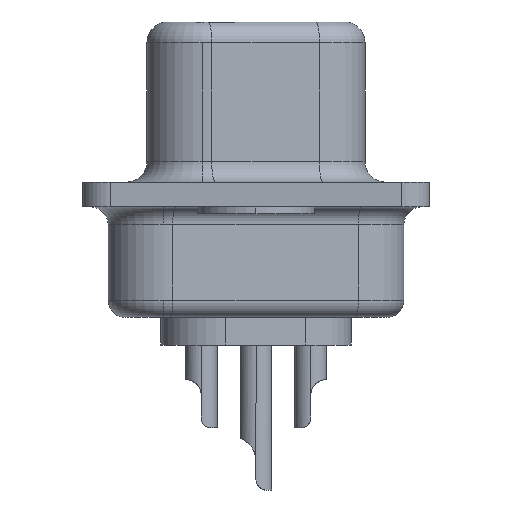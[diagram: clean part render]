
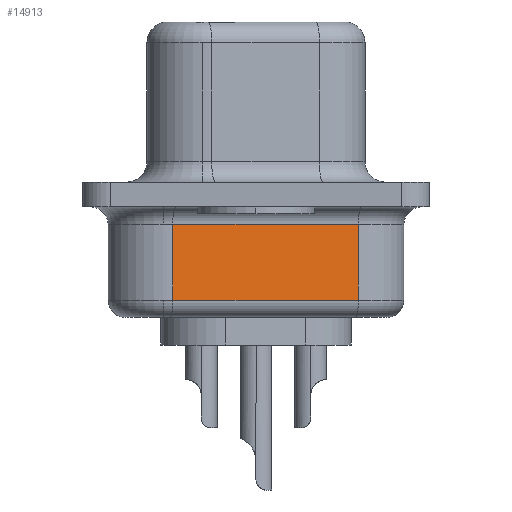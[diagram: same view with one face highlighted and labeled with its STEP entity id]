
A CAD part, left-side view. The second image highlights one B-rep face of the part: STEP entity #14913.
In plain terms, the highlighted planar face has unit normal (-0.985, -0.174, 0).
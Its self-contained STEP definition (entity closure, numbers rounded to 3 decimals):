
#2143 = VERTEX_POINT ( 'NONE', #2864 ) ;
#2198 = VERTEX_POINT ( 'NONE', #2859 ) ;
#2358 = VERTEX_POINT ( 'NONE', #2814 ) ;
#2814 = CARTESIAN_POINT ( 'NONE',  ( -13.375, 3.013, -1.075 ) ) ;
#2859 = CARTESIAN_POINT ( 'NONE',  ( -12.19, -3.707, -1.075 ) ) ;
#2864 = CARTESIAN_POINT ( 'NONE',  ( -12.19, -3.707, -3.825 ) ) ;
#4936 = EDGE_CURVE ( 'NONE', #6797, #2143, #7562, .T. ) ;
#5076 = EDGE_CURVE ( 'NONE', #6797, #2358, #6997, .T. ) ;
#5159 = EDGE_CURVE ( 'NONE', #2143, #2198, #7164, .T. ) ;
#6444 = AXIS2_PLACEMENT_3D ( 'NONE', #12060, #12056, #12055 ) ;
#6797 = VERTEX_POINT ( 'NONE', #8653 ) ;
#6997 = LINE ( 'NONE', #16089, #7595 ) ;
#7023 = VECTOR ( 'NONE', #16623, 1000. ) ;
#7164 = LINE ( 'NONE', #15740, #7809 ) ;
#7562 = LINE ( 'NONE', #16624, #7023 ) ;
#7595 = VECTOR ( 'NONE', #16087, 1000. ) ;
#7809 = VECTOR ( 'NONE', #15739, 1000. ) ;
#8310 = DIRECTION ( 'NONE',  ( -0.174, 0.985, 0. ) ) ;
#8311 = CARTESIAN_POINT ( 'NONE',  ( -13.375, 3.013, -1.075 ) ) ;
#8653 = CARTESIAN_POINT ( 'NONE',  ( -13.375, 3.013, -3.825 ) ) ;
#9424 = ORIENTED_EDGE ( 'NONE', *, *, #4936, .T. ) ;
#9429 = ORIENTED_EDGE ( 'NONE', *, *, #5076, .F. ) ;
#9431 = ORIENTED_EDGE ( 'NONE', *, *, #12208, .T. ) ;
#9433 = ORIENTED_EDGE ( 'NONE', *, *, #5159, .T. ) ;
#12055 = DIRECTION ( 'NONE',  ( -0.174, 0.985, 0. ) ) ;
#12056 = DIRECTION ( 'NONE',  ( 0.985, 0.174, 0. ) ) ;
#12058 = PLANE ( 'NONE',  #6444 ) ;
#12060 = CARTESIAN_POINT ( 'NONE',  ( -13.375, 3.013, -4.45 ) ) ;
#12208 = EDGE_CURVE ( 'NONE', #2198, #2358, #13479, .T. ) ;
#13124 = EDGE_LOOP ( 'NONE', ( #9433, #9431, #9429, #9424 ) ) ;
#13479 = LINE ( 'NONE', #8311, #13833 ) ;
#13833 = VECTOR ( 'NONE', #8310, 1000. ) ;
#14913 = ADVANCED_FACE ( 'NONE', ( #16733 ), #12058, .F. ) ;
#15739 = DIRECTION ( 'NONE',  ( 0., 0., 1. ) ) ;
#15740 = CARTESIAN_POINT ( 'NONE',  ( -12.19, -3.707, -4.45 ) ) ;
#16087 = DIRECTION ( 'NONE',  ( 0., 0., 1. ) ) ;
#16089 = CARTESIAN_POINT ( 'NONE',  ( -13.375, 3.013, -4.45 ) ) ;
#16623 = DIRECTION ( 'NONE',  ( 0.174, -0.985, 0. ) ) ;
#16624 = CARTESIAN_POINT ( 'NONE',  ( -12.19, -3.707, -3.825 ) ) ;
#16733 = FACE_OUTER_BOUND ( 'NONE', #13124, .T. ) ;
